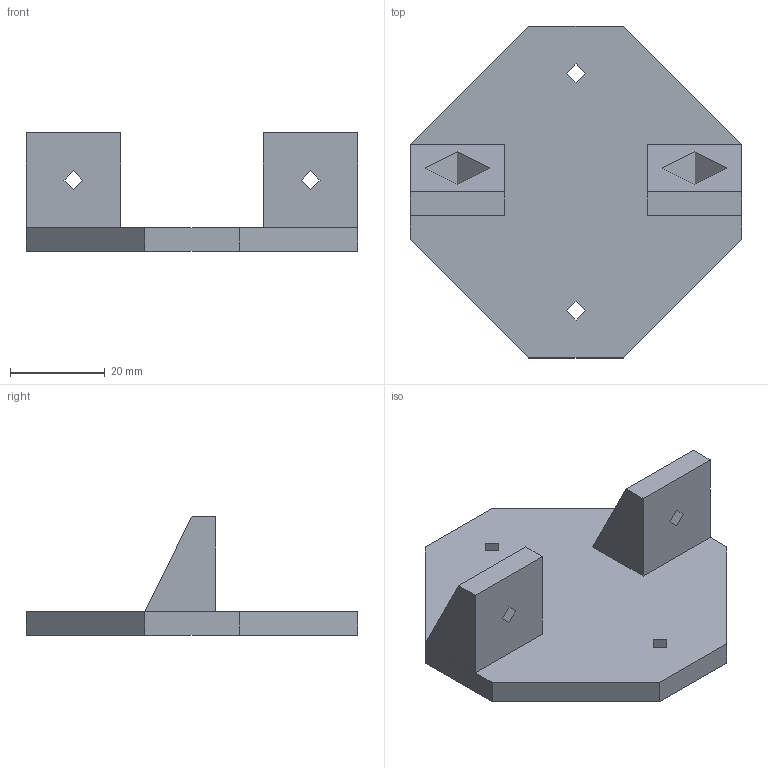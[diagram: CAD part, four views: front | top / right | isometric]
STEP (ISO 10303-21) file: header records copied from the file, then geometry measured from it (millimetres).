
FILE_DESCRIPTION(('FreeCAD Model'),'2;1');
FILE_NAME('SteeringServoMountPlate.step','2020-11-18T08:00:17',('Author'),(''), 'Open CASCADE STEP processor 7.3','FreeCAD','Unknown');
FILE_SCHEMA(('AUTOMOTIVE_DESIGN { 1 0 10303 214 1 1 1 1 }'));
Length unit declared in the file: millimetre
Products named in the file (1): SteeringServoMountPlate
Bounding box: 70 x 70 x 25 mm (x, y, z)
Volume: 24459.3 mm3
Topology: 1 solids, 3 shells, 30 faces, 66 edges, 42 vertices
Faces by surface type: plane 24, cylinder 6
Full cylindrical faces by diameter (mm): 4 x4, 14 x2
Entity records: 1789 total; most frequent: CARTESIAN_POINT 341, DIRECTION 270, LINE 176, VECTOR 176, ORIENTED_EDGE 136, PCURVE 136, DEFINITIONAL_REPRESENTATION 136, EDGE_CURVE 68
